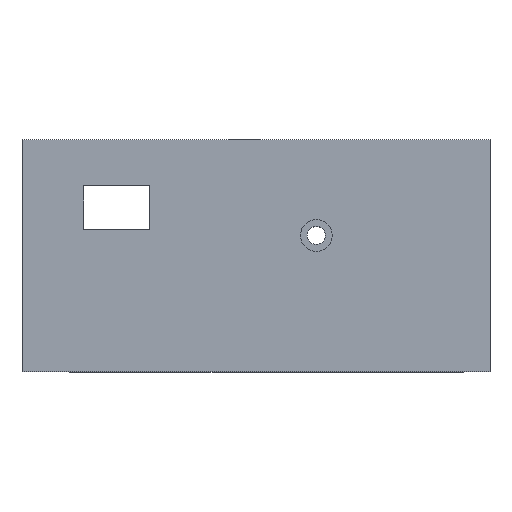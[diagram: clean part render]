
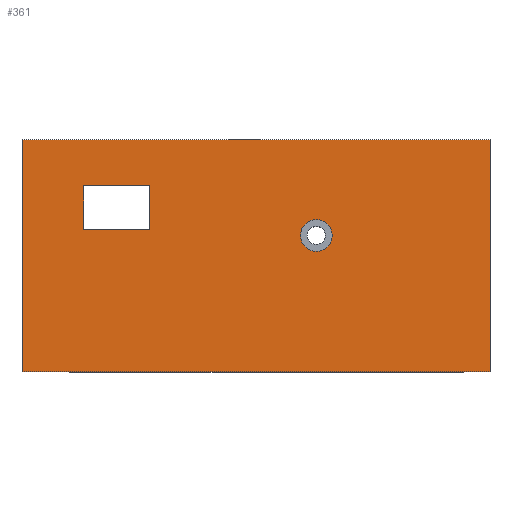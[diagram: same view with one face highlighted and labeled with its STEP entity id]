
A CAD part, top view. The second image highlights one B-rep face of the part: STEP entity #361.
In plain terms, the highlighted planar face has unit normal (0, 0, 1).
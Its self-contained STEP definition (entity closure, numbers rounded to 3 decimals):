
#32 = VERTEX_POINT('',#33);
#33 = CARTESIAN_POINT('',(0.,2.,6.5));
#39 = EDGE_CURVE('',#32,#40,#42,.T.);
#40 = VERTEX_POINT('',#41);
#41 = CARTESIAN_POINT('',(0.,-41.75,6.5));
#42 = LINE('',#43,#44);
#43 = CARTESIAN_POINT('',(0.,2.,6.5));
#44 = VECTOR('',#45,1.);
#45 = DIRECTION('',(0.,-1.,0.));
#320 = EDGE_CURVE('',#40,#321,#323,.T.);
#321 = VERTEX_POINT('',#322);
#322 = CARTESIAN_POINT('',(88.25,-41.75,6.5));
#323 = LINE('',#324,#325);
#324 = CARTESIAN_POINT('',(0.,-41.75,6.5));
#325 = VECTOR('',#326,1.);
#326 = DIRECTION('',(1.,0.,0.));
#361 = ADVANCED_FACE('',(#362,#380,#391),#425,.T.);
#362 = FACE_BOUND('',#363,.T.);
#363 = EDGE_LOOP('',(#364,#365,#366,#374));
#364 = ORIENTED_EDGE('',*,*,#39,.T.);
#365 = ORIENTED_EDGE('',*,*,#320,.T.);
#366 = ORIENTED_EDGE('',*,*,#367,.T.);
#367 = EDGE_CURVE('',#321,#368,#370,.T.);
#368 = VERTEX_POINT('',#369);
#369 = CARTESIAN_POINT('',(88.25,2.,6.5));
#370 = LINE('',#371,#372);
#371 = CARTESIAN_POINT('',(88.25,-41.75,6.5));
#372 = VECTOR('',#373,1.);
#373 = DIRECTION('',(0.,1.,0.));
#374 = ORIENTED_EDGE('',*,*,#375,.T.);
#375 = EDGE_CURVE('',#368,#32,#376,.T.);
#376 = LINE('',#377,#378);
#377 = CARTESIAN_POINT('',(88.25,2.,6.5));
#378 = VECTOR('',#379,1.);
#379 = DIRECTION('',(-1.,0.,0.));
#380 = FACE_BOUND('',#381,.T.);
#381 = EDGE_LOOP('',(#382));
#382 = ORIENTED_EDGE('',*,*,#383,.F.);
#383 = EDGE_CURVE('',#384,#384,#386,.T.);
#384 = VERTEX_POINT('',#385);
#385 = CARTESIAN_POINT('',(58.5,-16.,6.5));
#386 = CIRCLE('',#387,3.);
#387 = AXIS2_PLACEMENT_3D('',#388,#389,#390);
#388 = CARTESIAN_POINT('',(55.5,-16.,6.5));
#389 = DIRECTION('',(0.,0.,1.));
#390 = DIRECTION('',(1.,0.,0.));
#391 = FACE_BOUND('',#392,.T.);
#392 = EDGE_LOOP('',(#393,#403,#411,#419));
#393 = ORIENTED_EDGE('',*,*,#394,.F.);
#394 = EDGE_CURVE('',#395,#397,#399,.T.);
#395 = VERTEX_POINT('',#396);
#396 = CARTESIAN_POINT('',(11.65,-6.65,6.5));
#397 = VERTEX_POINT('',#398);
#398 = CARTESIAN_POINT('',(11.65,-14.85,6.5));
#399 = LINE('',#400,#401);
#400 = CARTESIAN_POINT('',(11.65,-6.65,6.5));
#401 = VECTOR('',#402,1.);
#402 = DIRECTION('',(0.,-1.,0.));
#403 = ORIENTED_EDGE('',*,*,#404,.F.);
#404 = EDGE_CURVE('',#405,#395,#407,.T.);
#405 = VERTEX_POINT('',#406);
#406 = CARTESIAN_POINT('',(24.1,-6.65,6.5));
#407 = LINE('',#408,#409);
#408 = CARTESIAN_POINT('',(24.1,-6.65,6.5));
#409 = VECTOR('',#410,1.);
#410 = DIRECTION('',(-1.,0.,0.));
#411 = ORIENTED_EDGE('',*,*,#412,.F.);
#412 = EDGE_CURVE('',#413,#405,#415,.T.);
#413 = VERTEX_POINT('',#414);
#414 = CARTESIAN_POINT('',(24.1,-14.85,6.5));
#415 = LINE('',#416,#417);
#416 = CARTESIAN_POINT('',(24.1,-14.85,6.5));
#417 = VECTOR('',#418,1.);
#418 = DIRECTION('',(0.,1.,0.));
#419 = ORIENTED_EDGE('',*,*,#420,.F.);
#420 = EDGE_CURVE('',#397,#413,#421,.T.);
#421 = LINE('',#422,#423);
#422 = CARTESIAN_POINT('',(11.65,-14.85,6.5));
#423 = VECTOR('',#424,1.);
#424 = DIRECTION('',(1.,0.,0.));
#425 = PLANE('',#426);
#426 = AXIS2_PLACEMENT_3D('',#427,#428,#429);
#427 = CARTESIAN_POINT('',(44.125,-19.875,6.5));
#428 = DIRECTION('',(0.,0.,1.));
#429 = DIRECTION('',(1.,0.,0.));
